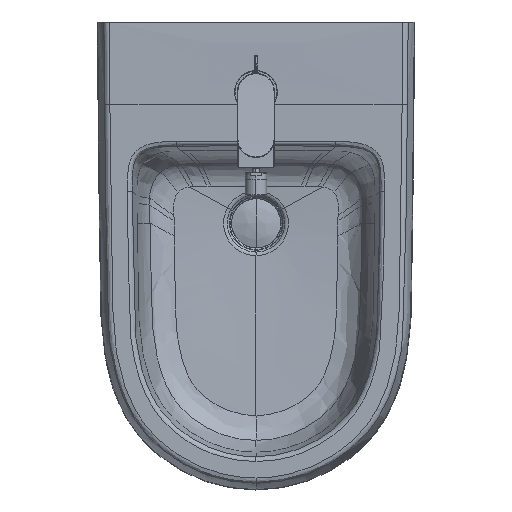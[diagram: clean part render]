
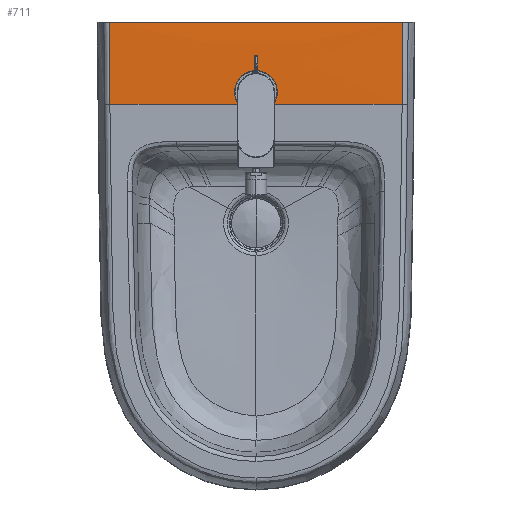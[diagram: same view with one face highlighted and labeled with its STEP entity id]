
A CAD part, top view. The second image highlights one B-rep face of the part: STEP entity #711.
In plain terms, the highlighted free-form (B-spline) face has degree [3, 4] with [4, 5] control points.
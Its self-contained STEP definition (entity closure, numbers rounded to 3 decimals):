
#234=B_SPLINE_SURFACE_WITH_KNOTS('',3,4,((#49004,#49005,#49006,#49007,#49008),
(#49009,#49010,#49011,#49012,#49013),(#49014,#49015,#49016,#49017,#49018),
(#49019,#49020,#49021,#49022,#49023)),.UNSPECIFIED.,.F.,.F.,.F.,(4,4),(5,
5),(0.,366.111),(0.,99.948),
 .UNSPECIFIED.);
#711=ADVANCED_FACE('',(#1299),#234,.T.);
#1299=FACE_OUTER_BOUND('',#1900,.T.);
#1900=EDGE_LOOP('',(#3734,#3735,#3736,#3737,#3738,#3739,#3740));
#3734=ORIENTED_EDGE('',*,*,#5728,.F.);
#3735=ORIENTED_EDGE('',*,*,#5294,.F.);
#3736=ORIENTED_EDGE('',*,*,#5817,.T.);
#3737=ORIENTED_EDGE('',*,*,#5279,.T.);
#3738=ORIENTED_EDGE('',*,*,#5284,.T.);
#3739=ORIENTED_EDGE('',*,*,#5816,.T.);
#3740=ORIENTED_EDGE('',*,*,#5725,.T.);
#5279=EDGE_CURVE('',#8001,#8000,#6568,.T.);
#5284=EDGE_CURVE('',#8000,#8004,#6571,.T.);
#5294=EDGE_CURVE('',#8010,#8021,#6581,.T.);
#5725=EDGE_CURVE('',#8008,#8037,#6977,.T.);
#5728=EDGE_CURVE('',#8021,#8037,#6980,.T.);
#5816=EDGE_CURVE('',#8004,#8008,#7064,.T.);
#5817=EDGE_CURVE('',#8010,#8001,#7065,.T.);
#6568=B_SPLINE_CURVE_WITH_KNOTS('',3,(#65234,#65235,#65236,#65237,#65238,
#65239,#65240,#65241,#65242,#65243,#65244,#65245,#65246,#65247,#65248,#65249,
#65250,#65251),.UNSPECIFIED.,.F.,.F.,(4,2,2,2,2,2,2,2,4),(0.,8.009,
16.02,24.028,32.04,40.044,48.048,
56.066,64.089),.UNSPECIFIED.);
#6571=B_SPLINE_CURVE_WITH_KNOTS('',3,(#65278,#65279,#65280,#65281,#65282,
#65283,#65284,#65285,#65286,#65287,#65288,#65289,#65290,#65291,#65292,#65293,
#65294,#65295),.UNSPECIFIED.,.F.,.F.,(4,2,2,2,2,2,2,2,4),(64.089,
72.106,80.13,88.134,96.138,104.148,
112.158,120.166,128.178),.UNSPECIFIED.);
#6581=B_SPLINE_CURVE_WITH_KNOTS('',5,(#65437,#65438,#65439,#65440,#65441,
#65442,#65443,#65444,#65445,#65446,#65447,#65448,#65449,#65450,#65451),
 .UNSPECIFIED.,.F.,.F.,(6,3,3,3,6),(-307.95,-296.472,
-272.512,-237.074,-166.279),.UNSPECIFIED.);
#6977=B_SPLINE_CURVE_WITH_KNOTS('',3,(#69944,#69945,#69946,#69947),
 .UNSPECIFIED.,.F.,.F.,(4,4),(-319.34,-177.867),
 .UNSPECIFIED.);
#6980=B_SPLINE_CURVE_WITH_KNOTS('',3,(#69956,#69957,#69958,#69959),
 .UNSPECIFIED.,.F.,.F.,(4,4),(6.347,511.926),
 .UNSPECIFIED.);
#7064=B_SPLINE_CURVE_WITH_KNOTS('',5,(#70945,#70946,#70947,#70948,#70949,
#70950),.UNSPECIFIED.,.F.,.F.,(6,6),(192.244,361.552),
 .UNSPECIFIED.);
#7065=B_SPLINE_CURVE_WITH_KNOTS('',5,(#70951,#70952,#70953,#70954,#70955,
#70956),.UNSPECIFIED.,.F.,.F.,(6,6),(4.559,173.867),
 .UNSPECIFIED.);
#8000=VERTEX_POINT('',#63471);
#8001=VERTEX_POINT('',#63472);
#8004=VERTEX_POINT('',#63475);
#8008=VERTEX_POINT('',#63479);
#8010=VERTEX_POINT('',#63481);
#8021=VERTEX_POINT('',#63492);
#8037=VERTEX_POINT('',#63508);
#49004=CARTESIAN_POINT('',(-182.832,184.942,141.908));
#49005=CARTESIAN_POINT('',(-183.085,210.042,141.908));
#49006=CARTESIAN_POINT('',(-183.316,235.037,141.908));
#49007=CARTESIAN_POINT('',(-183.533,259.98,141.908));
#49008=CARTESIAN_POINT('',(-183.751,284.938,141.908));
#49009=CARTESIAN_POINT('',(-61.111,184.942,141.908));
#49010=CARTESIAN_POINT('',(-61.197,210.039,141.944));
#49011=CARTESIAN_POINT('',(-61.279,234.979,142.573));
#49012=CARTESIAN_POINT('',(-61.351,259.87,143.17));
#49013=CARTESIAN_POINT('',(-61.423,284.822,143.242));
#49014=CARTESIAN_POINT('',(60.609,184.942,141.908));
#49015=CARTESIAN_POINT('',(60.696,210.039,141.944));
#49016=CARTESIAN_POINT('',(60.777,234.979,142.573));
#49017=CARTESIAN_POINT('',(60.85,259.87,143.17));
#49018=CARTESIAN_POINT('',(60.921,284.822,143.242));
#49019=CARTESIAN_POINT('',(182.33,184.942,141.908));
#49020=CARTESIAN_POINT('',(182.583,210.042,141.908));
#49021=CARTESIAN_POINT('',(182.814,235.037,141.908));
#49022=CARTESIAN_POINT('',(183.032,259.98,141.908));
#49023=CARTESIAN_POINT('',(183.249,284.938,141.908));
#63471=CARTESIAN_POINT('',(-0.251,217.351,142.16));
#63472=CARTESIAN_POINT('',(-9.415,184.942,141.908));
#63475=CARTESIAN_POINT('',(8.914,184.942,141.908));
#63479=CARTESIAN_POINT('',(177.782,184.942,141.908));
#63481=CARTESIAN_POINT('',(-178.284,184.942,141.908));
#63492=CARTESIAN_POINT('',(-179.258,284.934,141.957));
#63508=CARTESIAN_POINT('',(178.756,284.934,141.957));
#65234=CARTESIAN_POINT('',(-9.415,184.942,141.908));
#65235=CARTESIAN_POINT('',(-11.035,185.938,141.909));
#65236=CARTESIAN_POINT('',(-12.489,187.198,141.912));
#65237=CARTESIAN_POINT('',(-14.916,190.115,141.92));
#65238=CARTESIAN_POINT('',(-15.89,191.772,141.926));
#65239=CARTESIAN_POINT('',(-17.257,195.309,141.945));
#65240=CARTESIAN_POINT('',(-17.648,197.181,141.957));
#65241=CARTESIAN_POINT('',(-17.818,200.944,141.985));
#65242=CARTESIAN_POINT('',(-17.597,202.835,142.));
#65243=CARTESIAN_POINT('',(-16.569,206.447,142.034));
#65244=CARTESIAN_POINT('',(-15.763,208.166,142.052));
#65245=CARTESIAN_POINT('',(-13.647,211.266,142.086));
#65246=CARTESIAN_POINT('',(-12.337,212.647,142.102));
#65247=CARTESIAN_POINT('',(-9.33,214.93,142.129));
#65248=CARTESIAN_POINT('',(-7.641,215.826,142.14));
#65249=CARTESIAN_POINT('',(-4.055,217.037,142.156));
#65250=CARTESIAN_POINT('',(-2.159,217.351,142.16));
#65251=CARTESIAN_POINT('',(-0.251,217.351,142.16));
#65278=CARTESIAN_POINT('',(-0.251,217.351,142.16));
#65279=CARTESIAN_POINT('',(1.656,217.351,142.16));
#65280=CARTESIAN_POINT('',(3.551,217.037,142.156));
#65281=CARTESIAN_POINT('',(7.137,215.828,142.14));
#65282=CARTESIAN_POINT('',(8.827,214.931,142.129));
#65283=CARTESIAN_POINT('',(11.835,212.647,142.102));
#65284=CARTESIAN_POINT('',(13.145,211.266,142.086));
#65285=CARTESIAN_POINT('',(15.261,208.166,142.052));
#65286=CARTESIAN_POINT('',(16.067,206.447,142.034));
#65287=CARTESIAN_POINT('',(17.095,202.835,142.));
#65288=CARTESIAN_POINT('',(17.316,200.945,141.985));
#65289=CARTESIAN_POINT('',(17.147,197.182,141.957));
#65290=CARTESIAN_POINT('',(16.756,195.309,141.945));
#65291=CARTESIAN_POINT('',(15.388,191.773,141.926));
#65292=CARTESIAN_POINT('',(14.415,190.116,141.92));
#65293=CARTESIAN_POINT('',(11.988,187.199,141.912));
#65294=CARTESIAN_POINT('',(10.534,185.938,141.909));
#65295=CARTESIAN_POINT('',(8.914,184.942,141.908));
#65437=CARTESIAN_POINT('',(-178.284,184.942,141.908));
#65438=CARTESIAN_POINT('',(-178.3,186.537,141.908));
#65439=CARTESIAN_POINT('',(-178.317,188.126,141.908));
#65440=CARTESIAN_POINT('',(-178.333,189.722,141.909));
#65441=CARTESIAN_POINT('',(-178.384,194.744,141.91));
#65442=CARTESIAN_POINT('',(-178.435,199.762,141.911));
#65443=CARTESIAN_POINT('',(-178.469,203.153,141.913));
#65444=CARTESIAN_POINT('',(-178.554,211.558,141.917));
#65445=CARTESIAN_POINT('',(-178.639,219.955,141.922));
#65446=CARTESIAN_POINT('',(-178.689,224.963,141.925));
#65447=CARTESIAN_POINT('',(-178.838,239.969,141.936));
#65448=CARTESIAN_POINT('',(-178.984,254.963,141.946));
#65449=CARTESIAN_POINT('',(-179.078,264.952,141.952));
#65450=CARTESIAN_POINT('',(-179.169,274.942,141.956));
#65451=CARTESIAN_POINT('',(-179.258,284.934,141.957));
#69944=CARTESIAN_POINT('',(177.782,184.942,141.908));
#69945=CARTESIAN_POINT('',(178.122,218.374,141.91));
#69946=CARTESIAN_POINT('',(178.457,251.17,141.953));
#69947=CARTESIAN_POINT('',(178.756,284.934,141.957));
#69956=CARTESIAN_POINT('',(-179.258,284.934,141.957));
#69957=CARTESIAN_POINT('',(-59.924,284.823,143.225));
#69958=CARTESIAN_POINT('',(59.423,284.823,143.225));
#69959=CARTESIAN_POINT('',(178.756,284.934,141.957));
#70945=CARTESIAN_POINT('',(8.914,184.942,141.908));
#70946=CARTESIAN_POINT('',(42.687,184.942,141.908));
#70947=CARTESIAN_POINT('',(76.461,184.942,141.908));
#70948=CARTESIAN_POINT('',(110.235,184.942,141.908));
#70949=CARTESIAN_POINT('',(144.009,184.942,141.908));
#70950=CARTESIAN_POINT('',(177.782,184.942,141.908));
#70951=CARTESIAN_POINT('',(-178.284,184.942,141.908));
#70952=CARTESIAN_POINT('',(-144.511,184.942,141.908));
#70953=CARTESIAN_POINT('',(-110.737,184.942,141.908));
#70954=CARTESIAN_POINT('',(-76.963,184.942,141.908));
#70955=CARTESIAN_POINT('',(-43.189,184.942,141.908));
#70956=CARTESIAN_POINT('',(-9.415,184.942,141.908));
